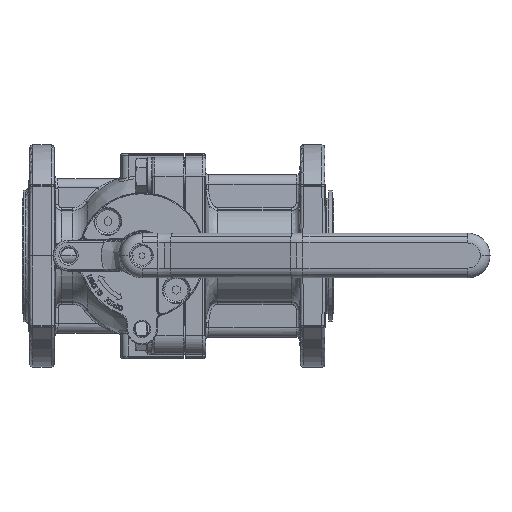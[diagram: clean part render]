
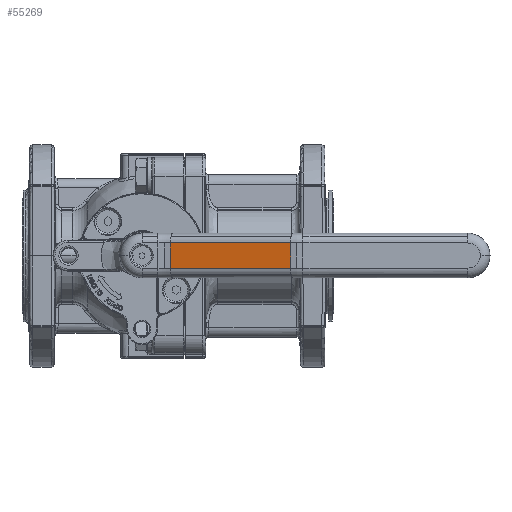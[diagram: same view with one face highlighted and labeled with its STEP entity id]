
A CAD part, top view. The second image highlights one B-rep face of the part: STEP entity #55269.
In plain terms, the highlighted planar face has unit normal (-0.214, 0, 0.977).
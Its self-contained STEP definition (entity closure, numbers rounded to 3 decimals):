
#54415=CARTESIAN_POINT('',(14.671,6.5,135.775));
#54416=VERTEX_POINT('',#54415);
#54469=CARTESIAN_POINT('',(76.829,6.5,149.386));
#54470=VERTEX_POINT('',#54469);
#54471=CARTESIAN_POINT('',(14.671,6.5,135.775));
#54472=DIRECTION('',(0.977,-0.,0.214));
#54473=VECTOR('',#54472,63.631);
#54474=LINE('',#54471,#54473);
#54475=EDGE_CURVE('',#54416,#54470,#54474,.T.);
#55131=CARTESIAN_POINT('',(76.829,-6.5,149.386));
#55132=VERTEX_POINT('',#55131);
#55185=CARTESIAN_POINT('',(14.671,-6.5,135.775));
#55186=VERTEX_POINT('',#55185);
#55187=CARTESIAN_POINT('',(76.829,-6.5,149.386));
#55188=DIRECTION('',(-0.977,0.,-0.214));
#55189=VECTOR('',#55188,63.631);
#55190=LINE('',#55187,#55189);
#55191=EDGE_CURVE('',#55132,#55186,#55190,.T.);
#55248=CARTESIAN_POINT('',(11.5,-0.,135.081));
#55249=DIRECTION('',(0.214,-0.,-0.977));
#55250=DIRECTION('',(0.977,-0.,0.214));
#55251=AXIS2_PLACEMENT_3D('',#55248,#55249,#55250);
#55252=PLANE('',#55251);
#55253=ORIENTED_EDGE('',*,*,#54475,.F.);
#55254=CARTESIAN_POINT('',(14.671,-6.5,135.775));
#55255=DIRECTION('',(0.,1.,0.));
#55256=VECTOR('',#55255,13.);
#55257=LINE('',#55254,#55256);
#55258=EDGE_CURVE('',#55186,#54416,#55257,.T.);
#55259=ORIENTED_EDGE('',*,*,#55258,.F.);
#55260=ORIENTED_EDGE('',*,*,#55191,.F.);
#55261=CARTESIAN_POINT('',(76.829,6.5,149.386));
#55262=DIRECTION('',(-0.,-1.,-0.));
#55263=VECTOR('',#55262,13.);
#55264=LINE('',#55261,#55263);
#55265=EDGE_CURVE('',#54470,#55132,#55264,.T.);
#55266=ORIENTED_EDGE('',*,*,#55265,.F.);
#55267=EDGE_LOOP('',(#55253,#55259,#55260,#55266));
#55268=FACE_BOUND('',#55267,.T.);
#55269=ADVANCED_FACE('',(#55268),#55252,.F.);
